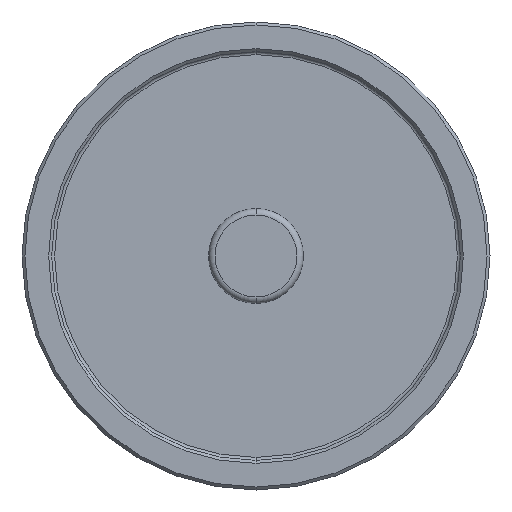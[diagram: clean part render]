
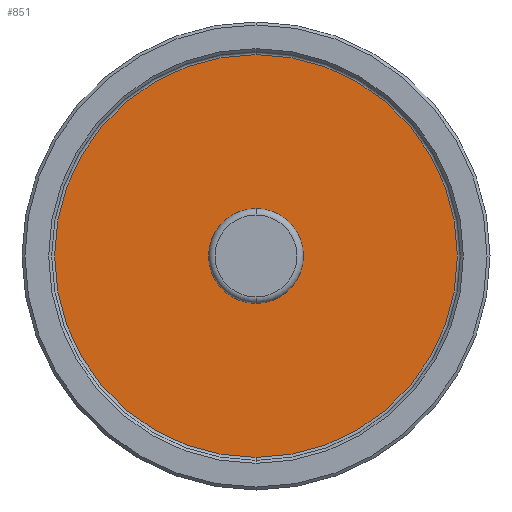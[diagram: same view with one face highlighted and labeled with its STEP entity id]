
A CAD part, front view. The second image highlights one B-rep face of the part: STEP entity #851.
In plain terms, the highlighted planar face has unit normal (0, -1, 0).
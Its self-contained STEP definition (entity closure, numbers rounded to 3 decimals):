
#19 = CIRCLE ( 'NONE', #454, 8. ) ;
#27 = EDGE_LOOP ( 'NONE', ( #244, #324 ) ) ;
#43 = EDGE_LOOP ( 'NONE', ( #245, #307 ) ) ;
#46 = CIRCLE ( 'NONE', #602, 34. ) ;
#69 = EDGE_CURVE ( 'NONE', #402, #142, #449, .T. ) ;
#97 = DIRECTION ( 'NONE',  ( 0., 1., 0. ) ) ;
#119 = DIRECTION ( 'NONE',  ( 0., 0., -1. ) ) ;
#137 = CARTESIAN_POINT ( 'NONE',  ( 39.5, 5., 0. ) ) ;
#138 = CARTESIAN_POINT ( 'NONE',  ( 39.5, 5., 0. ) ) ;
#142 = VERTEX_POINT ( 'NONE', #382 ) ;
#188 = DIRECTION ( 'NONE',  ( 0., 1., 0. ) ) ;
#197 = AXIS2_PLACEMENT_3D ( 'NONE', #491, #650, #217 ) ;
#211 = DIRECTION ( 'NONE',  ( 0., 0., -1. ) ) ;
#217 = DIRECTION ( 'NONE',  ( 0., 0., -1. ) ) ;
#244 = ORIENTED_EDGE ( 'NONE', *, *, #819, .T. ) ;
#245 = ORIENTED_EDGE ( 'NONE', *, *, #559, .T. ) ;
#307 = ORIENTED_EDGE ( 'NONE', *, *, #69, .T. ) ;
#324 = ORIENTED_EDGE ( 'NONE', *, *, #413, .T. ) ;
#337 = AXIS2_PLACEMENT_3D ( 'NONE', #896, #833, #496 ) ;
#344 = FACE_BOUND ( 'NONE', #43, .T. ) ;
#362 = VERTEX_POINT ( 'NONE', #592 ) ;
#382 = CARTESIAN_POINT ( 'NONE',  ( 39.5, 5., -8. ) ) ;
#402 = VERTEX_POINT ( 'NONE', #641 ) ;
#413 = EDGE_CURVE ( 'NONE', #362, #699, #785, .T. ) ;
#440 = CARTESIAN_POINT ( 'NONE',  ( 39.5, 5., -34. ) ) ;
#449 = CIRCLE ( 'NONE', #884, 8. ) ;
#454 = AXIS2_PLACEMENT_3D ( 'NONE', #137, #97, #540 ) ;
#491 = CARTESIAN_POINT ( 'NONE',  ( 5., 5., 0. ) ) ;
#496 = DIRECTION ( 'NONE',  ( 0., 0., -1. ) ) ;
#536 = FACE_OUTER_BOUND ( 'NONE', #27, .T. ) ;
#540 = DIRECTION ( 'NONE',  ( 0., 0., -1. ) ) ;
#559 = EDGE_CURVE ( 'NONE', #142, #402, #19, .T. ) ;
#592 = CARTESIAN_POINT ( 'NONE',  ( 39.5, 5., 34. ) ) ;
#602 = AXIS2_PLACEMENT_3D ( 'NONE', #138, #639, #211 ) ;
#618 = CARTESIAN_POINT ( 'NONE',  ( 39.5, 5., 0. ) ) ;
#639 = DIRECTION ( 'NONE',  ( 0., -1., 0. ) ) ;
#641 = CARTESIAN_POINT ( 'NONE',  ( 39.5, 5., 8. ) ) ;
#650 = DIRECTION ( 'NONE',  ( 0., -1., 0. ) ) ;
#699 = VERTEX_POINT ( 'NONE', #440 ) ;
#785 = CIRCLE ( 'NONE', #337, 34. ) ;
#798 = PLANE ( 'NONE',  #197 ) ;
#819 = EDGE_CURVE ( 'NONE', #699, #362, #46, .T. ) ;
#833 = DIRECTION ( 'NONE',  ( 0., -1., 0. ) ) ;
#851 = ADVANCED_FACE ( 'NONE', ( #536, #344 ), #798, .T. ) ;
#884 = AXIS2_PLACEMENT_3D ( 'NONE', #618, #188, #119 ) ;
#896 = CARTESIAN_POINT ( 'NONE',  ( 39.5, 5., 0. ) ) ;
